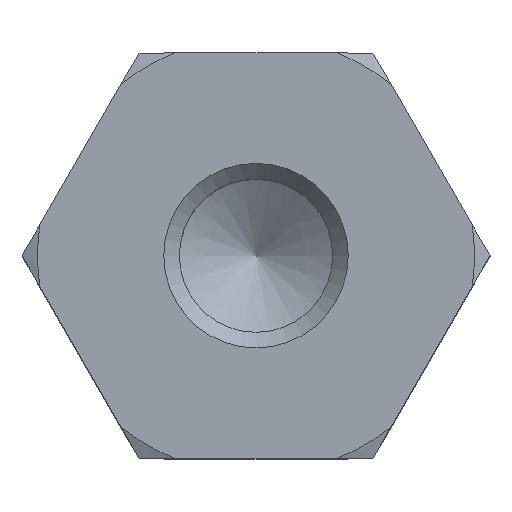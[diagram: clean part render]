
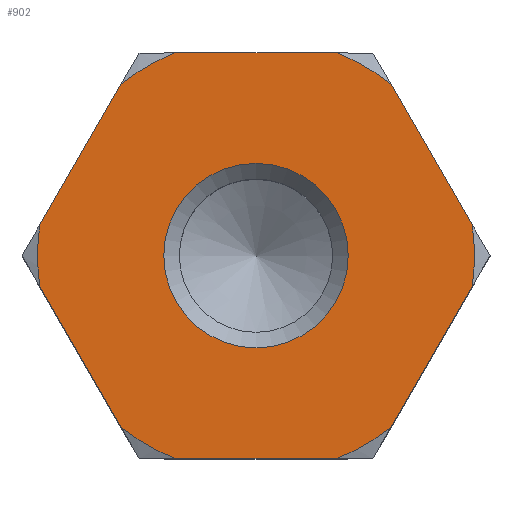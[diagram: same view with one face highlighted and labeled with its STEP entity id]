
A CAD part, top view. The second image highlights one B-rep face of the part: STEP entity #902.
In plain terms, the highlighted planar face has unit normal (0, 0, 1).
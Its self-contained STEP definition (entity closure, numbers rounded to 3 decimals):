
#445=CARTESIAN_POINT('',(6.936,-0.987,6.5));
#446=VERTEX_POINT('',#445);
#460=CARTESIAN_POINT('',(4.323,-5.513,6.5));
#461=VERTEX_POINT('',#460);
#462=CARTESIAN_POINT('',(6.936,-0.987,6.5));
#463=DIRECTION('',(-0.5,-0.866,0.0));
#464=VECTOR('',#463,5.226);
#465=LINE('',#462,#464);
#466=EDGE_CURVE('',#446,#461,#465,.T.);
#508=CARTESIAN_POINT('',(-4.323,-5.513,6.5));
#509=VERTEX_POINT('',#508);
#523=CARTESIAN_POINT('',(-6.936,-0.987,6.5));
#524=VERTEX_POINT('',#523);
#525=CARTESIAN_POINT('',(-4.323,-5.513,6.5));
#526=DIRECTION('',(-0.5,0.866,0.0));
#527=VECTOR('',#526,5.226);
#528=LINE('',#525,#527);
#529=EDGE_CURVE('',#509,#524,#528,.T.);
#563=CARTESIAN_POINT('',(-6.936,0.987,6.5));
#564=VERTEX_POINT('',#563);
#565=CARTESIAN_POINT('',(0.0,0.0,6.5));
#566=DIRECTION('',(0.0,0.0,1.0));
#567=DIRECTION('',(1.0,0.0,0.0));
#568=AXIS2_PLACEMENT_3D('',#565,#566,#567);
#569=CIRCLE('',#568,7.006);
#570=EDGE_CURVE('',#564,#524,#569,.T.);
#593=CARTESIAN_POINT('',(-4.323,5.513,6.5));
#594=VERTEX_POINT('',#593);
#610=CARTESIAN_POINT('',(-2.613,6.5,6.5));
#611=VERTEX_POINT('',#610);
#612=CARTESIAN_POINT('',(0.0,0.0,6.5));
#613=DIRECTION('',(0.0,0.0,1.0));
#614=DIRECTION('',(1.0,0.0,0.0));
#615=AXIS2_PLACEMENT_3D('',#612,#613,#614);
#616=CIRCLE('',#615,7.006);
#617=EDGE_CURVE('',#611,#594,#616,.T.);
#640=CARTESIAN_POINT('',(2.613,6.5,6.5));
#641=VERTEX_POINT('',#640);
#657=CARTESIAN_POINT('',(4.323,5.513,6.5));
#658=VERTEX_POINT('',#657);
#659=CARTESIAN_POINT('',(0.0,0.0,6.5));
#660=DIRECTION('',(0.0,0.0,1.0));
#661=DIRECTION('',(1.0,0.0,0.0));
#662=AXIS2_PLACEMENT_3D('',#659,#660,#661);
#663=CIRCLE('',#662,7.006);
#664=EDGE_CURVE('',#658,#641,#663,.T.);
#687=CARTESIAN_POINT('',(6.936,0.987,6.5));
#688=VERTEX_POINT('',#687);
#702=CARTESIAN_POINT('',(0.0,0.0,6.5));
#703=DIRECTION('',(0.0,0.0,1.0));
#704=DIRECTION('',(1.0,0.0,0.0));
#705=AXIS2_PLACEMENT_3D('',#702,#703,#704);
#706=CIRCLE('',#705,7.006);
#707=EDGE_CURVE('',#446,#688,#706,.T.);
#718=CARTESIAN_POINT('',(-2.613,-6.5,6.5));
#719=VERTEX_POINT('',#718);
#733=CARTESIAN_POINT('',(0.0,0.0,6.5));
#734=DIRECTION('',(0.0,0.0,1.0));
#735=DIRECTION('',(1.0,0.0,0.0));
#736=AXIS2_PLACEMENT_3D('',#733,#734,#735);
#737=CIRCLE('',#736,7.006);
#738=EDGE_CURVE('',#509,#719,#737,.T.);
#750=CARTESIAN_POINT('',(2.613,-6.5,6.5));
#751=VERTEX_POINT('',#750);
#752=CARTESIAN_POINT('',(0.0,0.0,6.5));
#753=DIRECTION('',(0.0,0.0,1.0));
#754=DIRECTION('',(1.0,0.0,0.0));
#755=AXIS2_PLACEMENT_3D('',#752,#753,#754);
#756=CIRCLE('',#755,7.006);
#757=EDGE_CURVE('',#751,#461,#756,.T.);
#790=CARTESIAN_POINT('',(4.323,5.513,6.5));
#791=DIRECTION('',(0.5,-0.866,0.0));
#792=VECTOR('',#791,5.226);
#793=LINE('',#790,#792);
#794=EDGE_CURVE('',#658,#688,#793,.T.);
#811=CARTESIAN_POINT('',(2.613,-6.5,6.5));
#812=DIRECTION('',(-1.0,0.0,0.0));
#813=VECTOR('',#812,5.226);
#814=LINE('',#811,#813);
#815=EDGE_CURVE('',#751,#719,#814,.T.);
#838=CARTESIAN_POINT('',(2.959,0.,6.5));
#839=VERTEX_POINT('',#838);
#840=CARTESIAN_POINT('',(0.0,0.0,6.5));
#841=DIRECTION('',(0.0,0.0,1.0));
#842=DIRECTION('',(-1.0,0.0,0.0));
#843=AXIS2_PLACEMENT_3D('',#840,#841,#842);
#844=CIRCLE('',#843,2.959);
#845=EDGE_CURVE('',#839,#839,#844,.T.);
#870=CARTESIAN_POINT('',(0.,0.,6.5));
#871=DIRECTION('',(0.0,0.0,1.0));
#872=DIRECTION('',(1.0,0.0,0.0));
#873=AXIS2_PLACEMENT_3D('',#870,#871,#872);
#874=PLANE('',#873);
#875=ORIENTED_EDGE('',*,*,#757,.T.);
#876=ORIENTED_EDGE('',*,*,#466,.F.);
#877=ORIENTED_EDGE('',*,*,#707,.T.);
#878=ORIENTED_EDGE('',*,*,#794,.F.);
#879=ORIENTED_EDGE('',*,*,#664,.T.);
#880=CARTESIAN_POINT('',(-2.613,6.5,6.5));
#881=DIRECTION('',(1.0,0.0,0.0));
#882=VECTOR('',#881,5.226);
#883=LINE('',#880,#882);
#884=EDGE_CURVE('',#611,#641,#883,.T.);
#885=ORIENTED_EDGE('',*,*,#884,.F.);
#886=ORIENTED_EDGE('',*,*,#617,.T.);
#887=CARTESIAN_POINT('',(-6.936,0.987,6.5));
#888=DIRECTION('',(0.5,0.866,0.0));
#889=VECTOR('',#888,5.226);
#890=LINE('',#887,#889);
#891=EDGE_CURVE('',#564,#594,#890,.T.);
#892=ORIENTED_EDGE('',*,*,#891,.F.);
#893=ORIENTED_EDGE('',*,*,#570,.T.);
#894=ORIENTED_EDGE('',*,*,#529,.F.);
#895=ORIENTED_EDGE('',*,*,#738,.T.);
#896=ORIENTED_EDGE('',*,*,#815,.F.);
#897=EDGE_LOOP('',(#875,#876,#877,#878,#879,#885,#886,#892,#893,#894,#895,#896));
#898=FACE_OUTER_BOUND('',#897,.T.);
#899=ORIENTED_EDGE('',*,*,#845,.F.);
#900=EDGE_LOOP('',(#899));
#901=FACE_BOUND('',#900,.T.);
#902=ADVANCED_FACE('',(#898,#901),#874,.T.);
